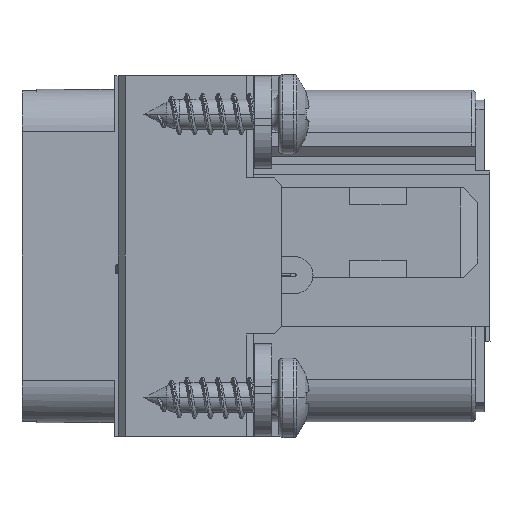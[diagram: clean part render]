
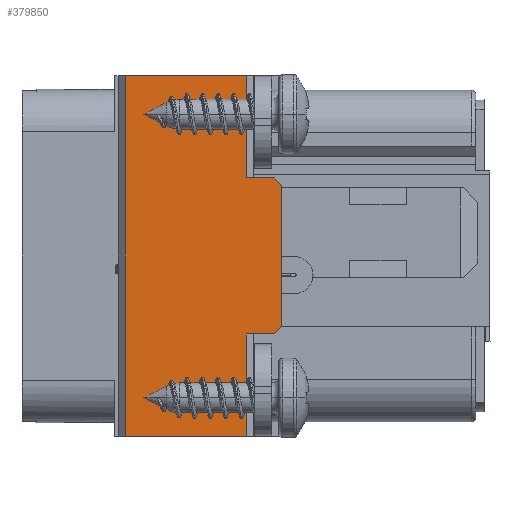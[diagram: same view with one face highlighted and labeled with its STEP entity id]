
A CAD part, left-side view. The second image highlights one B-rep face of the part: STEP entity #379850.
In plain terms, the highlighted face is planar.
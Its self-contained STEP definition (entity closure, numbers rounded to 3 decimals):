
#82530=CARTESIAN_POINT('',(-12.54,21.7,16.2));
#82540=VERTEX_POINT('',#82530);
#82570=CARTESIAN_POINT('',(-12.54,21.7,15.188));
#82580=DIRECTION('',(0.,0.,-1.));
#82590=VECTOR('',#82580,1.);
#82600=LINE('',#82570,#82590);
#82610=CARTESIAN_POINT('',(-12.54,21.7,24.725));
#82620=VERTEX_POINT('',#82610);
#82630=EDGE_CURVE('',#82620,#82540,#82600,.T.);
#116150=CARTESIAN_POINT('',(-12.54,-3.7,24.725));
#116160=VERTEX_POINT('',#116150);
#116190=CARTESIAN_POINT('',(-12.54,-3.7,15.7));
#116200=DIRECTION('',(0.,0.,-1.));
#116210=VECTOR('',#116200,1.);
#116220=LINE('',#116190,#116210);
#116230=CARTESIAN_POINT('',(-12.54,-3.7,16.2));
#116240=VERTEX_POINT('',#116230);
#116250=EDGE_CURVE('',#116160,#116240,#116220,.T.);
#379030=CARTESIAN_POINT('',(-12.54,14.5,16.2));
#379040=VERTEX_POINT('',#379030);
#379070=CARTESIAN_POINT('',(-12.54,9.,16.2));
#379080=DIRECTION('',(0.,-1.,0.));
#379090=VECTOR('',#379080,1.);
#379100=LINE('',#379070,#379090);
#379110=EDGE_CURVE('',#82540,#379040,#379100,.T.);
#379230=CARTESIAN_POINT('',(-12.54,-3.7,15.7));
#379240=DIRECTION('',(1.,0.,0.));
#379250=DIRECTION('',(0.,1.,0.));
#379260=AXIS2_PLACEMENT_3D('',#379230,#379240,#379250);
#379270=PLANE('',#379260);
#379280=CARTESIAN_POINT('',(-12.54,3.5,15.7));
#379290=DIRECTION('',(0.,0.,-1.));
#379300=VECTOR('',#379290,1.);
#379310=LINE('',#379280,#379300);
#379320=CARTESIAN_POINT('',(-12.54,3.5,16.2));
#379330=VERTEX_POINT('',#379320);
#379340=CARTESIAN_POINT('',(-12.54,3.5,14.2));
#379350=VERTEX_POINT('',#379340);
#379360=EDGE_CURVE('',#379330,#379350,#379310,.T.);
#379370=ORIENTED_EDGE('',*,*,#379360,.T.);
#379380=CARTESIAN_POINT('',(-12.54,9.,16.2));
#379390=DIRECTION('',(0.,1.,0.));
#379400=VECTOR('',#379390,1.);
#379410=LINE('',#379380,#379400);
#379420=EDGE_CURVE('',#116240,#379330,#379410,.T.);
#379430=ORIENTED_EDGE('',*,*,#379420,.T.);
#379440=ORIENTED_EDGE('',*,*,#116250,.T.);
#379450=CARTESIAN_POINT('',(-12.54,9.,24.725));
#379460=DIRECTION('',(0.,1.,0.));
#379470=VECTOR('',#379460,1.);
#379480=LINE('',#379450,#379470);
#379490=EDGE_CURVE('',#116160,#82620,#379480,.T.);
#379500=ORIENTED_EDGE('',*,*,#379490,.F.);
#379510=ORIENTED_EDGE('',*,*,#82630,.F.);
#379520=ORIENTED_EDGE('',*,*,#379110,.F.);
#379530=CARTESIAN_POINT('',(-12.54,14.5,15.7));
#379540=DIRECTION('',(0.,0.,1.));
#379550=VECTOR('',#379540,1.);
#379560=LINE('',#379530,#379550);
#379570=CARTESIAN_POINT('',(-12.54,14.5,14.2));
#379580=VERTEX_POINT('',#379570);
#379590=EDGE_CURVE('',#379580,#379040,#379560,.T.);
#379600=ORIENTED_EDGE('',*,*,#379590,.T.);
#379610=CARTESIAN_POINT('',(-12.54,16.,15.7));
#379620=DIRECTION('',(0.,-0.707,
-0.707));
#379630=VECTOR('',#379620,1.);
#379640=LINE('',#379610,#379630);
#379650=CARTESIAN_POINT('',(-12.54,14.,13.7));
#379660=VERTEX_POINT('',#379650);
#379670=EDGE_CURVE('',#379580,#379660,#379640,.T.);
#379680=ORIENTED_EDGE('',*,*,#379670,.F.);
#379690=CARTESIAN_POINT('',(-12.54,9.,13.7));
#379700=DIRECTION('',(0.,1.,0.));
#379710=VECTOR('',#379700,1.);
#379720=LINE('',#379690,#379710);
#379730=CARTESIAN_POINT('',(-12.54,4.,13.7));
#379740=VERTEX_POINT('',#379730);
#379750=EDGE_CURVE('',#379740,#379660,#379720,.T.);
#379760=ORIENTED_EDGE('',*,*,#379750,.T.);
#379770=CARTESIAN_POINT('',(-12.54,9.,8.7));
#379780=DIRECTION('',(0.,-0.707,
0.707));
#379790=VECTOR('',#379780,1.);
#379800=LINE('',#379770,#379790);
#379810=EDGE_CURVE('',#379740,#379350,#379800,.T.);
#379820=ORIENTED_EDGE('',*,*,#379810,.F.);
#379830=EDGE_LOOP('',(#379820,#379760,#379680,#379600,#379520,#379510,
#379500,#379440,#379430,#379370));
#379840=FACE_OUTER_BOUND('',#379830,.T.);
#379850=ADVANCED_FACE('',(#379840),#379270,.T.);
